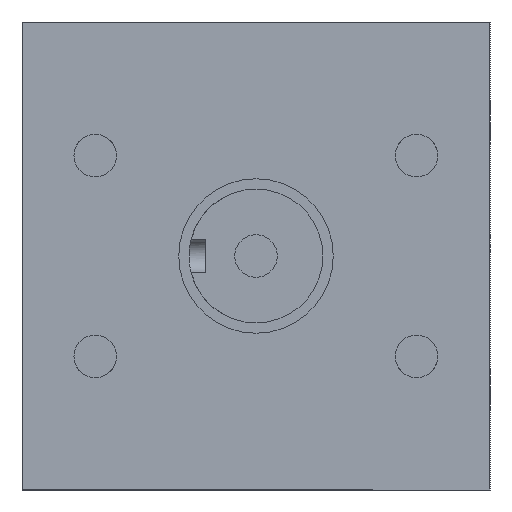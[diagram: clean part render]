
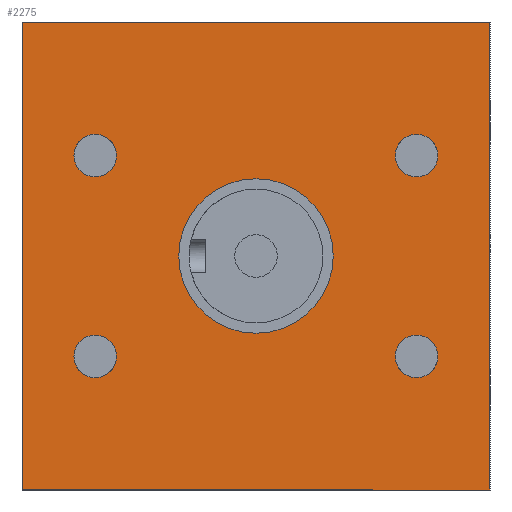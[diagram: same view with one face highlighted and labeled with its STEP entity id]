
A CAD part, left-side view. The second image highlights one B-rep face of the part: STEP entity #2275.
In plain terms, the highlighted planar face has unit normal (-1, 0, 0).
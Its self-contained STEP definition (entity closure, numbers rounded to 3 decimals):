
#92 = CARTESIAN_POINT ( 'NONE',  ( 0., 0., -7.325 ) ) ;
#145 = CIRCLE ( 'NONE', #146, 2.02 ) ;
#146 = AXIS2_PLACEMENT_3D ( 'NONE', #147, #148, #149 ) ;
#147 = CARTESIAN_POINT ( 'NONE',  ( 0., 15.25, -9.525 ) ) ;
#148 = DIRECTION ( 'NONE',  ( -1., 0., 0. ) ) ;
#149 = DIRECTION ( 'NONE',  ( 0., 0., 1. ) ) ;
#373 = CIRCLE ( 'NONE', #374, 2.02 ) ;
#374 = AXIS2_PLACEMENT_3D ( 'NONE', #375, #376, #377 ) ;
#375 = CARTESIAN_POINT ( 'NONE',  ( 0., -15.23, -9.525 ) ) ;
#376 = DIRECTION ( 'NONE',  ( -1., 0., 0. ) ) ;
#377 = DIRECTION ( 'NONE',  ( 0., 0., 1. ) ) ;
#461 = CIRCLE ( 'NONE', #462, 2.02 ) ;
#462 = AXIS2_PLACEMENT_3D ( 'NONE', #463, #464, #465 ) ;
#463 = CARTESIAN_POINT ( 'NONE',  ( 0., 15.25, 9.525 ) ) ;
#464 = DIRECTION ( 'NONE',  ( -1., 0., 0. ) ) ;
#465 = DIRECTION ( 'NONE',  ( 0., 0., 1. ) ) ;
#486 = CIRCLE ( 'NONE', #487, 2.02 ) ;
#487 = AXIS2_PLACEMENT_3D ( 'NONE', #488, #489, #490 ) ;
#488 = CARTESIAN_POINT ( 'NONE',  ( 0., -15.23, 9.525 ) ) ;
#489 = DIRECTION ( 'NONE',  ( -1., 0., 0. ) ) ;
#490 = DIRECTION ( 'NONE',  ( 0., 0., 1. ) ) ;
#565 = CARTESIAN_POINT ( 'NONE',  ( 0., -22.2, -22.2 ) ) ;
#619 = CARTESIAN_POINT ( 'NONE',  ( 0., -15.23, 11.545 ) ) ;
#626 = CIRCLE ( 'NONE', #627, 2.02 ) ;
#627 = AXIS2_PLACEMENT_3D ( 'NONE', #628, #629, #630 ) ;
#628 = CARTESIAN_POINT ( 'NONE',  ( 0., 15.25, 9.525 ) ) ;
#629 = DIRECTION ( 'NONE',  ( -1., 0., 0. ) ) ;
#630 = DIRECTION ( 'NONE',  ( 0., 0., 1. ) ) ;
#685 = CARTESIAN_POINT ( 'NONE',  ( 0., 15.25, 7.505 ) ) ;
#706 = LINE ( 'NONE', #707, #708 ) ;
#707 = CARTESIAN_POINT ( 'NONE',  ( 0., -22.2, 22.2 ) ) ;
#708 = VECTOR ( 'NONE', #710, 1000. ) ;
#710 = DIRECTION ( 'NONE',  ( 0., 0., -1. ) ) ;
#779 = CIRCLE ( 'NONE', #780, 2.02 ) ;
#780 = AXIS2_PLACEMENT_3D ( 'NONE', #781, #782, #783 ) ;
#781 = CARTESIAN_POINT ( 'NONE',  ( 0., -15.23, -9.525 ) ) ;
#782 = DIRECTION ( 'NONE',  ( -1., 0., 0. ) ) ;
#783 = DIRECTION ( 'NONE',  ( 0., 0., 1. ) ) ;
#804 = EDGE_CURVE ( 'NONE', #2330, #1941, #461, .T. ) ;
#854 = CARTESIAN_POINT ( 'NONE',  ( 0., 15.25, -7.505 ) ) ;
#888 = CARTESIAN_POINT ( 'NONE',  ( 0., -15.23, 7.505 ) ) ;
#897 = CARTESIAN_POINT ( 'NONE',  ( 0., 22.2, -22.2 ) ) ;
#937 = CIRCLE ( 'NONE', #938, 7.325 ) ;
#938 = AXIS2_PLACEMENT_3D ( 'NONE', #939, #940, #941 ) ;
#939 = CARTESIAN_POINT ( 'NONE',  ( 0., 0., 0. ) ) ;
#940 = DIRECTION ( 'NONE',  ( -1., 0., 0. ) ) ;
#941 = DIRECTION ( 'NONE',  ( 0., 0., -1. ) ) ;
#942 = CARTESIAN_POINT ( 'NONE',  ( 0., 15.25, 11.545 ) ) ;
#970 = CIRCLE ( 'NONE', #971, 7.325 ) ;
#971 = AXIS2_PLACEMENT_3D ( 'NONE', #972, #973, #974 ) ;
#972 = CARTESIAN_POINT ( 'NONE',  ( 0., 0., 0. ) ) ;
#973 = DIRECTION ( 'NONE',  ( -1., 0., 0. ) ) ;
#974 = DIRECTION ( 'NONE',  ( 0., 0., -1. ) ) ;
#1070 = ORIENTED_EDGE ( 'NONE', *, *, #2093, .F. ) ;
#1108 = EDGE_CURVE ( 'NONE', #1768, #2163, #706, .T. ) ;
#1126 = EDGE_LOOP ( 'NONE', ( #2354, #2022 ) ) ;
#1171 = CARTESIAN_POINT ( 'NONE',  ( 0., -22.2, 22.2 ) ) ;
#1178 = ORIENTED_EDGE ( 'NONE', *, *, #1922, .F. ) ;
#1273 = EDGE_LOOP ( 'NONE', ( #2253, #2212, #2216, #2062 ) ) ;
#1295 = LINE ( 'NONE', #1296, #1297 ) ;
#1296 = CARTESIAN_POINT ( 'NONE',  ( 0., 22.2, 22.2 ) ) ;
#1297 = VECTOR ( 'NONE', #1298, 1000. ) ;
#1298 = DIRECTION ( 'NONE',  ( 0., 0., 1. ) ) ;
#1300 = CARTESIAN_POINT ( 'NONE',  ( 0., 0., 7.325 ) ) ;
#1301 = CIRCLE ( 'NONE', #1302, 2.02 ) ;
#1302 = AXIS2_PLACEMENT_3D ( 'NONE', #1303, #1304, #1305 ) ;
#1303 = CARTESIAN_POINT ( 'NONE',  ( 0., -15.23, 9.525 ) ) ;
#1304 = DIRECTION ( 'NONE',  ( -1., 0., 0. ) ) ;
#1305 = DIRECTION ( 'NONE',  ( 0., 0., 1. ) ) ;
#1393 = VERTEX_POINT ( 'NONE', #888 ) ;
#1402 = CARTESIAN_POINT ( 'NONE',  ( 0., 15.25, -11.545 ) ) ;
#1411 = EDGE_LOOP ( 'NONE', ( #2283, #1070 ) ) ;
#1476 = CARTESIAN_POINT ( 'NONE',  ( 0., 22.2, 22.2 ) ) ;
#1498 = LINE ( 'NONE', #1499, #1500 ) ;
#1499 = CARTESIAN_POINT ( 'NONE',  ( 0., 22.2, -22.2 ) ) ;
#1500 = VECTOR ( 'NONE', #1502, 1000. ) ;
#1502 = DIRECTION ( 'NONE',  ( 0., 1., 0. ) ) ;
#1507 = LINE ( 'NONE', #1508, #1509 ) ;
#1508 = CARTESIAN_POINT ( 'NONE',  ( 0., 22.2, 22.2 ) ) ;
#1509 = VECTOR ( 'NONE', #1510, 1000. ) ;
#1510 = DIRECTION ( 'NONE',  ( 0., -1., 0. ) ) ;
#1548 = FACE_BOUND ( 'NONE', #1808, .T. ) ;
#1549 = FACE_BOUND ( 'NONE', #1788, .T. ) ;
#1550 = FACE_BOUND ( 'NONE', #1782, .T. ) ;
#1551 = FACE_BOUND ( 'NONE', #1411, .T. ) ;
#1552 = FACE_OUTER_BOUND ( 'NONE', #1273, .T. ) ;
#1554 = FACE_BOUND ( 'NONE', #1126, .T. ) ;
#1555 = PLANE ( 'NONE',  #1556 ) ;
#1556 = AXIS2_PLACEMENT_3D ( 'NONE', #1557, #1558, #1559 ) ;
#1557 = CARTESIAN_POINT ( 'NONE',  ( 0., -22.2, 22.2 ) ) ;
#1558 = DIRECTION ( 'NONE',  ( 1., 0., 0. ) ) ;
#1559 = DIRECTION ( 'NONE',  ( 0., 0., -1. ) ) ;
#1655 = CIRCLE ( 'NONE', #1656, 2.02 ) ;
#1656 = AXIS2_PLACEMENT_3D ( 'NONE', #1657, #1658, #1659 ) ;
#1657 = CARTESIAN_POINT ( 'NONE',  ( 0., 15.25, -9.525 ) ) ;
#1658 = DIRECTION ( 'NONE',  ( -1., 0., 0. ) ) ;
#1659 = DIRECTION ( 'NONE',  ( 0., 0., 1. ) ) ;
#1768 = VERTEX_POINT ( 'NONE', #1171 ) ;
#1782 = EDGE_LOOP ( 'NONE', ( #1930, #2383 ) ) ;
#1788 = EDGE_LOOP ( 'NONE', ( #1178, #1910 ) ) ;
#1808 = EDGE_LOOP ( 'NONE', ( #2409, #2176 ) ) ;
#1828 = VERTEX_POINT ( 'NONE', #1476 ) ;
#1838 = EDGE_CURVE ( 'NONE', #2163, #2198, #1498, .T. ) ;
#1900 = VERTEX_POINT ( 'NONE', #619 ) ;
#1903 = EDGE_CURVE ( 'NONE', #1941, #2330, #626, .T. ) ;
#1910 = ORIENTED_EDGE ( 'NONE', *, *, #2129, .F. ) ;
#1922 = EDGE_CURVE ( 'NONE', #2041, #2045, #779, .T. ) ;
#1930 = ORIENTED_EDGE ( 'NONE', *, *, #1903, .F. ) ;
#1941 = VERTEX_POINT ( 'NONE', #942 ) ;
#1944 = EDGE_CURVE ( 'NONE', #1978, #2080, #970, .T. ) ;
#1978 = VERTEX_POINT ( 'NONE', #1300 ) ;
#2022 = ORIENTED_EDGE ( 'NONE', *, *, #1944, .F. ) ;
#2041 = VERTEX_POINT ( 'NONE', #2530 ) ;
#2045 = VERTEX_POINT ( 'NONE', #2561 ) ;
#2062 = ORIENTED_EDGE ( 'NONE', *, *, #1108, .F. ) ;
#2080 = VERTEX_POINT ( 'NONE', #92 ) ;
#2093 = EDGE_CURVE ( 'NONE', #2557, #2355, #145, .T. ) ;
#2129 = EDGE_CURVE ( 'NONE', #2045, #2041, #373, .T. ) ;
#2152 = EDGE_CURVE ( 'NONE', #1393, #1900, #486, .T. ) ;
#2163 = VERTEX_POINT ( 'NONE', #565 ) ;
#2176 = ORIENTED_EDGE ( 'NONE', *, *, #2152, .F. ) ;
#2198 = VERTEX_POINT ( 'NONE', #897 ) ;
#2212 = ORIENTED_EDGE ( 'NONE', *, *, #2233, .F. ) ;
#2216 = ORIENTED_EDGE ( 'NONE', *, *, #1838, .F. ) ;
#2233 = EDGE_CURVE ( 'NONE', #2198, #1828, #1295, .T. ) ;
#2253 = ORIENTED_EDGE ( 'NONE', *, *, #2265, .F. ) ;
#2265 = EDGE_CURVE ( 'NONE', #1828, #1768, #1507, .T. ) ;
#2275 = ADVANCED_FACE ( 'NONE', ( #1548, #1549, #1550, #1551, #1552, #1554 ), #1555, .F. ) ;
#2283 = ORIENTED_EDGE ( 'NONE', *, *, #2302, .F. ) ;
#2302 = EDGE_CURVE ( 'NONE', #2355, #2557, #1655, .T. ) ;
#2330 = VERTEX_POINT ( 'NONE', #685 ) ;
#2354 = ORIENTED_EDGE ( 'NONE', *, *, #2366, .F. ) ;
#2355 = VERTEX_POINT ( 'NONE', #854 ) ;
#2366 = EDGE_CURVE ( 'NONE', #2080, #1978, #937, .T. ) ;
#2383 = ORIENTED_EDGE ( 'NONE', *, *, #804, .F. ) ;
#2409 = ORIENTED_EDGE ( 'NONE', *, *, #2417, .F. ) ;
#2417 = EDGE_CURVE ( 'NONE', #1900, #1393, #1301, .T. ) ;
#2530 = CARTESIAN_POINT ( 'NONE',  ( 0., -15.23, -7.505 ) ) ;
#2557 = VERTEX_POINT ( 'NONE', #1402 ) ;
#2561 = CARTESIAN_POINT ( 'NONE',  ( 0., -15.23, -11.545 ) ) ;
